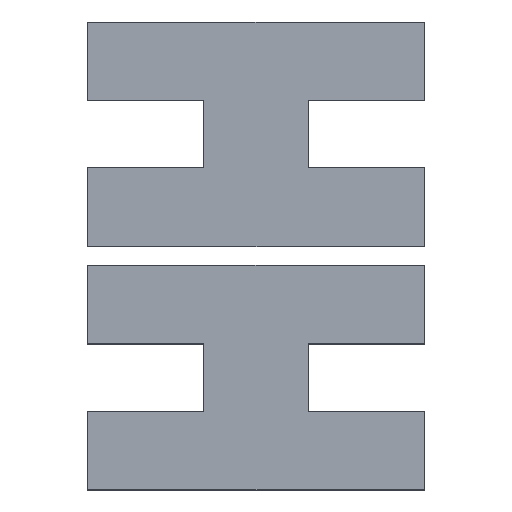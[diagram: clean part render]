
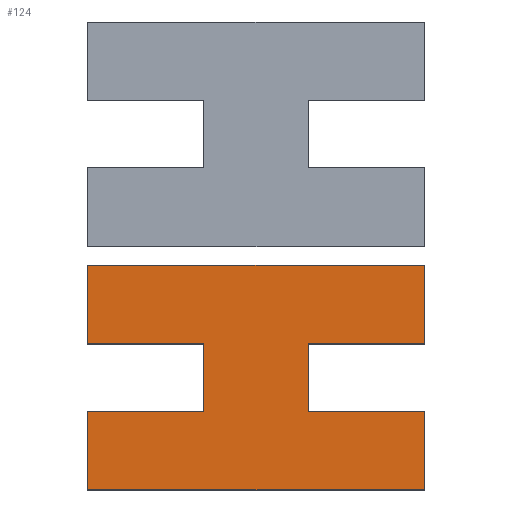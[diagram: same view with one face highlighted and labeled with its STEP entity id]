
A CAD part, top view. The second image highlights one B-rep face of the part: STEP entity #124.
In plain terms, the highlighted planar face has unit normal (0, 0, 1).
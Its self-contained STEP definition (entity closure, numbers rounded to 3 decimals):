
#124=ADVANCED_FACE('',(#230),#231,.T.);
#230=FACE_OUTER_BOUND('',#330,.T.);
#231=PLANE('',#331);
#330=EDGE_LOOP('',(#476,#477,#478,#479,#480,#481,#482,#483,#484,#485,#486,#487));
#331=AXIS2_PLACEMENT_3D('',#488,#489,#490);
#476=ORIENTED_EDGE('',*,*,#656,.T.);
#477=ORIENTED_EDGE('',*,*,#689,.T.);
#478=ORIENTED_EDGE('',*,*,#690,.T.);
#479=ORIENTED_EDGE('',*,*,#686,.T.);
#480=ORIENTED_EDGE('',*,*,#673,.T.);
#481=ORIENTED_EDGE('',*,*,#677,.T.);
#482=ORIENTED_EDGE('',*,*,#680,.T.);
#483=ORIENTED_EDGE('',*,*,#684,.T.);
#484=ORIENTED_EDGE('',*,*,#691,.T.);
#485=ORIENTED_EDGE('',*,*,#670,.T.);
#486=ORIENTED_EDGE('',*,*,#647,.T.);
#487=ORIENTED_EDGE('',*,*,#652,.T.);
#488=CARTESIAN_POINT('',(22.5,15.0,5.0));
#489=DIRECTION('',(0.0,0.0,1.0));
#490=DIRECTION('',(1.0,0.0,0.0));
#647=EDGE_CURVE('',#749,#750,#751,.T.);
#652=EDGE_CURVE('',#750,#758,#759,.T.);
#656=EDGE_CURVE('',#758,#764,#765,.T.);
#670=EDGE_CURVE('',#788,#749,#789,.T.);
#673=EDGE_CURVE('',#792,#793,#794,.T.);
#677=EDGE_CURVE('',#793,#798,#799,.T.);
#680=EDGE_CURVE('',#798,#802,#803,.T.);
#684=EDGE_CURVE('',#802,#806,#808,.T.);
#686=EDGE_CURVE('',#810,#792,#811,.T.);
#689=EDGE_CURVE('',#764,#814,#815,.T.);
#690=EDGE_CURVE('',#814,#810,#816,.T.);
#691=EDGE_CURVE('',#806,#788,#817,.T.);
#749=VERTEX_POINT('',#899);
#750=VERTEX_POINT('',#900);
#751=LINE('',#901,#902);
#758=VERTEX_POINT('',#912);
#759=LINE('',#913,#914);
#764=VERTEX_POINT('',#921);
#765=LINE('',#922,#923);
#788=VERTEX_POINT('',#957);
#789=LINE('',#958,#959);
#792=VERTEX_POINT('',#963);
#793=VERTEX_POINT('',#964);
#794=LINE('',#965,#966);
#798=VERTEX_POINT('',#972);
#799=LINE('',#973,#974);
#802=VERTEX_POINT('',#978);
#803=LINE('',#979,#980);
#806=VERTEX_POINT('',#984);
#808=LINE('',#987,#988);
#810=VERTEX_POINT('',#990);
#811=LINE('',#991,#992);
#814=VERTEX_POINT('',#996);
#815=LINE('',#997,#998);
#816=LINE('',#999,#1000);
#817=LINE('',#1001,#1002);
#899=CARTESIAN_POINT('',(45.0,10.5,5.0));
#900=CARTESIAN_POINT('',(29.5,10.5,5.0));
#901=CARTESIAN_POINT('',(29.875,10.5,5.0));
#902=VECTOR('',#1120,1.0);
#912=CARTESIAN_POINT('',(29.5,19.5,5.0));
#913=CARTESIAN_POINT('',(29.5,15.0,5.0));
#914=VECTOR('',#1124,1.0);
#921=CARTESIAN_POINT('',(45.0,19.5,5.0));
#922=CARTESIAN_POINT('',(29.875,19.5,5.0));
#923=VECTOR('',#1127,1.0);
#957=CARTESIAN_POINT('',(45.0,0.0,5.0));
#958=CARTESIAN_POINT('',(45.0,15.0,5.0));
#959=VECTOR('',#1139,1.0);
#963=CARTESIAN_POINT('',(0.0,19.5,5.0));
#964=CARTESIAN_POINT('',(15.5,19.5,5.0));
#965=CARTESIAN_POINT('',(15.125,19.5,5.0));
#966=VECTOR('',#1141,1.0);
#972=CARTESIAN_POINT('',(15.5,10.5,5.0));
#973=CARTESIAN_POINT('',(15.5,15.0,5.0));
#974=VECTOR('',#1144,1.0);
#978=CARTESIAN_POINT('',(0.0,10.5,5.0));
#979=CARTESIAN_POINT('',(15.125,10.5,5.0));
#980=VECTOR('',#1146,1.0);
#984=CARTESIAN_POINT('',(0.0,0.0,5.0));
#987=CARTESIAN_POINT('',(0.0,15.0,5.0));
#988=VECTOR('',#1149,1.0);
#990=CARTESIAN_POINT('',(0.0,30.0,5.0));
#991=CARTESIAN_POINT('',(0.0,15.0,5.0));
#992=VECTOR('',#1150,1.0);
#996=CARTESIAN_POINT('',(45.0,30.0,5.0));
#997=CARTESIAN_POINT('',(45.0,15.0,5.0));
#998=VECTOR('',#1152,1.0);
#999=CARTESIAN_POINT('',(22.5,30.0,5.0));
#1000=VECTOR('',#1153,1.0);
#1001=CARTESIAN_POINT('',(22.5,0.0,5.0));
#1002=VECTOR('',#1154,1.0);
#1120=DIRECTION('',(-1.0,0.0,0.0));
#1124=DIRECTION('',(0.0,1.0,0.0));
#1127=DIRECTION('',(1.0,0.0,-0.0));
#1139=DIRECTION('',(0.0,1.0,0.0));
#1141=DIRECTION('',(1.0,0.0,-0.0));
#1144=DIRECTION('',(0.0,-1.0,0.0));
#1146=DIRECTION('',(-1.0,0.0,0.0));
#1149=DIRECTION('',(0.0,-1.0,0.0));
#1150=DIRECTION('',(0.0,-1.0,0.0));
#1152=DIRECTION('',(0.0,1.0,0.0));
#1153=DIRECTION('',(-1.0,0.0,0.0));
#1154=DIRECTION('',(1.0,0.0,0.0));
